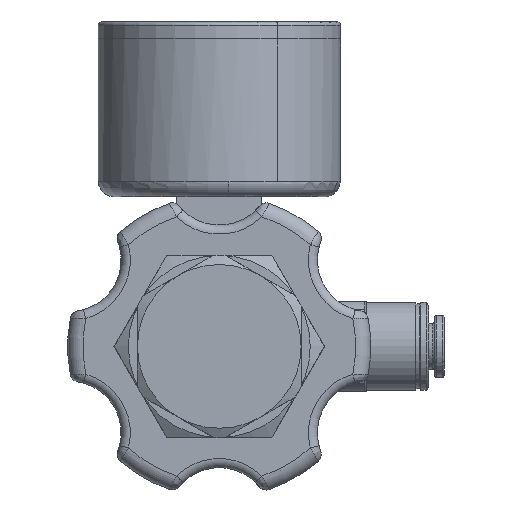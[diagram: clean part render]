
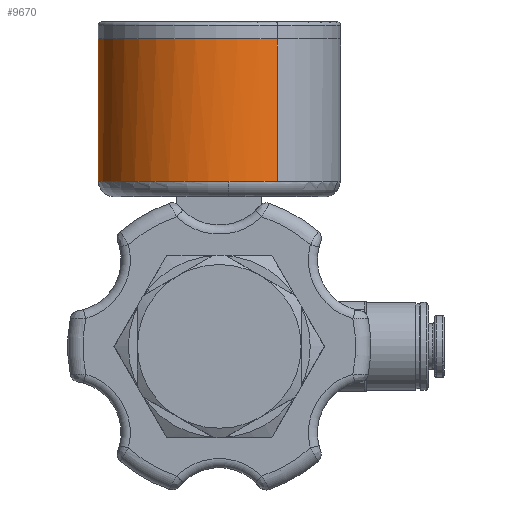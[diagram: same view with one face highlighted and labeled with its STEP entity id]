
A CAD part, left-side view. The second image highlights one B-rep face of the part: STEP entity #9670.
In plain terms, the highlighted cylindrical face has radius 20 mm (diameter 40 mm), a partial arc.
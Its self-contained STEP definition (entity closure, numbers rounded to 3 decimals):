
#4491=VECTOR('',#48681,23.5);
#4492=VECTOR('',#48681,23.5);
#7873=LINE('',#40014,#4491);
#7874=LINE('',#40015,#4492);
#8107=CYLINDRICAL_SURFACE('',#48196,20.);
#9670=ADVANCED_FACE('71820000362',(#11390),#8107,.T.);
#11390=FACE_OUTER_BOUND('',#30038,.T.);
#19067=ORIENTED_EDGE('',*,*,#24332,.T.);
#19068=ORIENTED_EDGE('',*,*,#24330,.T.);
#19069=ORIENTED_EDGE('',*,*,#24333,.F.);
#19070=ORIENTED_EDGE('',*,*,#24334,.T.);
#19071=ORIENTED_EDGE('',*,*,#24335,.T.);
#24330=EDGE_CURVE('49',#28103,#28104,#25415,.T.);
#24332=EDGE_CURVE('21',#28105,#28103,#7873,.T.);
#24333=EDGE_CURVE('33',#28106,#28104,#7874,.T.);
#24334=EDGE_CURVE('31',#28106,#28107,#25417,.T.);
#24335=EDGE_CURVE('23',#28107,#28105,#25418,.T.);
#25415=CIRCLE('',#48194,20.);
#25417=CIRCLE('',#48197,20.);
#25418=CIRCLE('',#48198,20.);
#28103=VERTEX_POINT('13',#40010);
#28104=VERTEX_POINT('26',#40011);
#28105=VERTEX_POINT('14',#40014);
#28106=VERTEX_POINT('25',#40015);
#28107=VERTEX_POINT('15',#40016);
#30038=EDGE_LOOP('',(#19067,#19068,#19069,#19070,#19071));
#40010=CARTESIAN_POINT('',(9.571,41.8,17.561));
#40011=CARTESIAN_POINT('',(-9.571,41.8,-17.561));
#40012=CARTESIAN_POINT('',(0.,41.8,0.));
#40013=CARTESIAN_POINT('',(0.,18.3,0.));
#40014=CARTESIAN_POINT('',(9.571,18.3,17.561));
#40015=CARTESIAN_POINT('',(-9.571,18.3,-17.561));
#40016=CARTESIAN_POINT('',(1.598,18.3,19.936));
#48194=AXIS2_PLACEMENT_3D('',#40012,#48695,#50449);
#48196=AXIS2_PLACEMENT_3D('',#40013,#48681,#50449);
#48197=AXIS2_PLACEMENT_3D('',#40013,#48681,#48926);
#48198=AXIS2_PLACEMENT_3D('',#40013,#48681,#50450);
#48681=DIRECTION('',(0.,1.,0.));
#48695=DIRECTION('',(0.,-1.,0.));
#48926=DIRECTION('',(-0.479,0.,-0.878));
#50449=DIRECTION('',(0.479,0.,0.878));
#50450=DIRECTION('',(0.08,0.,0.997));
